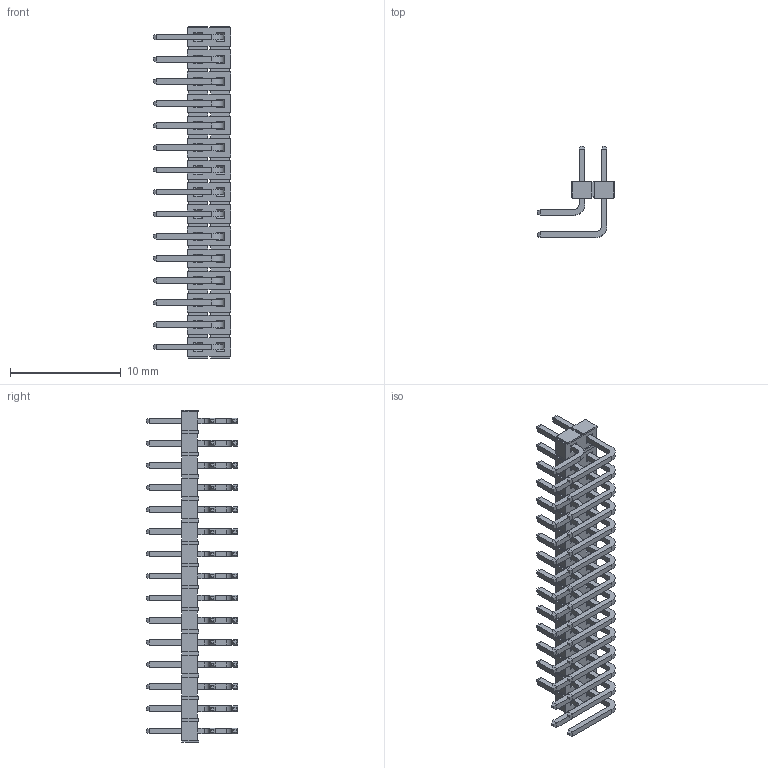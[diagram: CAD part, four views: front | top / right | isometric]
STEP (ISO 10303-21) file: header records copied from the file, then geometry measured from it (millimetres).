
FILE_DESCRIPTION (( 'STEP AP203' ), '1' );
FILE_NAME ('TMM-115-01-X-D-RA.step', '2004-04-03T17:21:51', ( 'Dean Purvis' ), ( ' ' ), 'SwSTEP 2.0', 'SolidWorks 2003314', '' );
FILE_SCHEMA (( 'CONFIG_CONTROL_DESIGN' ));
Length unit declared in the file: inch
Products named in the file (1): TMM-115-01-X-D-RA
Bounding box: 6.99 x 8.22 x 29.98 mm (x, y, z)
Volume: 236.1 mm3; surface area: 1019.7 mm2
Topology: 1 solids, 1 shells, 1196 faces, 2844 edges, 1696 vertices
Faces by surface type: plane 1136, cylinder 60
Entity records: 33223 total; most frequent: CARTESIAN_POINT 5737, ORIENTED_EDGE 5688, DIRECTION 5358, EDGE_CURVE 2844, LINE 2724, VECTOR 2724, VERTEX_POINT 1696, AXIS2_PLACEMENT_3D 1317
